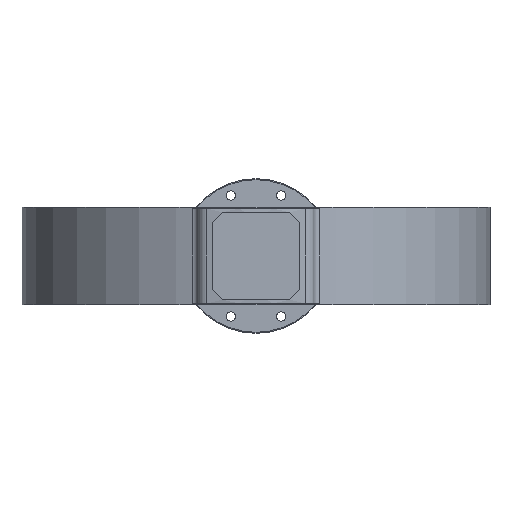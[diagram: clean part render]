
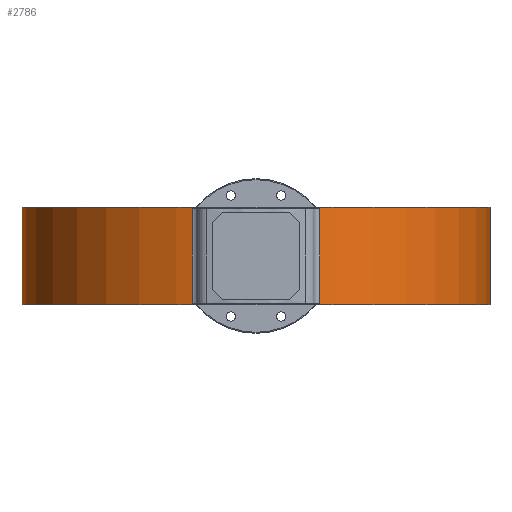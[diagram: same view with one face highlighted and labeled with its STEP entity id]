
A CAD part, front view. The second image highlights one B-rep face of the part: STEP entity #2786.
In plain terms, the highlighted cylindrical face has radius 454 mm (diameter 908 mm), a partial arc.
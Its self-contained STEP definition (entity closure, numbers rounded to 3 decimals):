
#843 = LINE ( 'NONE', #1365, #850 ) ;
#850 = VECTOR ( 'NONE', #1360, 1000. ) ;
#851 = LINE ( 'NONE', #1369, #853 ) ;
#853 = VECTOR ( 'NONE', #1364, 1000. ) ;
#919 = CIRCLE ( 'NONE', #4069, 454. ) ;
#921 = CIRCLE ( 'NONE', #4070, 454. ) ;
#922 = LINE ( 'NONE', #4911, #926 ) ;
#923 = CIRCLE ( 'NONE', #4071, 454. ) ;
#924 = CIRCLE ( 'NONE', #4072, 454. ) ;
#926 = VECTOR ( 'NONE', #4907, 1000. ) ;
#927 = LINE ( 'NONE', #4915, #929 ) ;
#929 = VECTOR ( 'NONE', #4903, 1000. ) ;
#1360 = DIRECTION ( 'NONE',  ( 0., 0., -1. ) ) ;
#1364 = DIRECTION ( 'NONE',  ( 0., 0., -1. ) ) ;
#1365 = CARTESIAN_POINT ( 'NONE',  ( 454., 0., 95. ) ) ;
#1369 = CARTESIAN_POINT ( 'NONE',  ( -454., 0., 95. ) ) ;
#1757 = FACE_OUTER_BOUND ( 'NONE', #2982, .T. ) ;
#1762 = FACE_BOUND ( 'NONE', #3812, .T. ) ;
#1764 = CYLINDRICAL_SURFACE ( 'NONE', #3825, 454. ) ;
#2079 = CARTESIAN_POINT ( 'NONE',  ( 454., 0., 95. ) ) ;
#2089 = CARTESIAN_POINT ( 'NONE',  ( -454., 0., 95. ) ) ;
#2091 = CARTESIAN_POINT ( 'NONE',  ( 454., 0., -95. ) ) ;
#2092 = CARTESIAN_POINT ( 'NONE',  ( -454., 0., -95. ) ) ;
#2134 = CARTESIAN_POINT ( 'NONE',  ( -123.422, -436.902, -92. ) ) ;
#2140 = CARTESIAN_POINT ( 'NONE',  ( 123.422, -436.902, -92. ) ) ;
#2143 = CARTESIAN_POINT ( 'NONE',  ( -123.422, -436.902, 92. ) ) ;
#2144 = CARTESIAN_POINT ( 'NONE',  ( 123.422, -436.902, 92. ) ) ;
#2637 = ORIENTED_EDGE ( 'NONE', *, *, #5771, .F. ) ;
#2638 = ORIENTED_EDGE ( 'NONE', *, *, #5836, .F. ) ;
#2639 = ORIENTED_EDGE ( 'NONE', *, *, #5773, .T. ) ;
#2640 = ORIENTED_EDGE ( 'NONE', *, *, #5837, .T. ) ;
#2641 = ORIENTED_EDGE ( 'NONE', *, *, #5838, .F. ) ;
#2642 = ORIENTED_EDGE ( 'NONE', *, *, #5839, .T. ) ;
#2643 = ORIENTED_EDGE ( 'NONE', *, *, #5840, .T. ) ;
#2644 = ORIENTED_EDGE ( 'NONE', *, *, #5841, .T. ) ;
#2786 = ADVANCED_FACE ( 'NONE', ( #1757, #1762 ), #1764, .T. ) ;
#2982 = EDGE_LOOP ( 'NONE', ( #2637, #2638, #2639, #2640 ) ) ;
#3812 = EDGE_LOOP ( 'NONE', ( #2641, #2642, #2643, #2644 ) ) ;
#3825 = AXIS2_PLACEMENT_3D ( 'NONE', #5222, #5223, #5218 ) ;
#4069 = AXIS2_PLACEMENT_3D ( 'NONE', #4904, #4905, #4906 ) ;
#4070 = AXIS2_PLACEMENT_3D ( 'NONE', #4908, #4909, #4910 ) ;
#4071 = AXIS2_PLACEMENT_3D ( 'NONE', #4912, #4913, #4914 ) ;
#4072 = AXIS2_PLACEMENT_3D ( 'NONE', #4916, #4917, #4918 ) ;
#4903 = DIRECTION ( 'NONE',  ( 0., 0., -1. ) ) ;
#4904 = CARTESIAN_POINT ( 'NONE',  ( 0., 0., 95. ) ) ;
#4905 = DIRECTION ( 'NONE',  ( 0., 0., 1. ) ) ;
#4906 = DIRECTION ( 'NONE',  ( 1., 0., 0. ) ) ;
#4907 = DIRECTION ( 'NONE',  ( 0., 0., 1. ) ) ;
#4908 = CARTESIAN_POINT ( 'NONE',  ( 0., 0., -95. ) ) ;
#4909 = DIRECTION ( 'NONE',  ( 0., 0., 1. ) ) ;
#4910 = DIRECTION ( 'NONE',  ( 1., 0., 0. ) ) ;
#4911 = CARTESIAN_POINT ( 'NONE',  ( -123.422, -436.902, 95. ) ) ;
#4912 = CARTESIAN_POINT ( 'NONE',  ( 0., 0., -92. ) ) ;
#4913 = DIRECTION ( 'NONE',  ( 0., 0., 1. ) ) ;
#4914 = DIRECTION ( 'NONE',  ( 1., 0., 0. ) ) ;
#4915 = CARTESIAN_POINT ( 'NONE',  ( 123.422, -436.902, 95. ) ) ;
#4916 = CARTESIAN_POINT ( 'NONE',  ( 0., 0., 92. ) ) ;
#4917 = DIRECTION ( 'NONE',  ( 0., 0., 1. ) ) ;
#4918 = DIRECTION ( 'NONE',  ( 1., 0., 0. ) ) ;
#5218 = DIRECTION ( 'NONE',  ( -1., 0., 0. ) ) ;
#5222 = CARTESIAN_POINT ( 'NONE',  ( 0., 0., 95. ) ) ;
#5223 = DIRECTION ( 'NONE',  ( 0., 0., -1. ) ) ;
#5771 = EDGE_CURVE ( 'NONE', #6169, #6181, #843, .T. ) ;
#5773 = EDGE_CURVE ( 'NONE', #6179, #6182, #851, .T. ) ;
#5836 = EDGE_CURVE ( 'NONE', #6179, #6169, #919, .T. ) ;
#5837 = EDGE_CURVE ( 'NONE', #6182, #6181, #921, .T. ) ;
#5838 = EDGE_CURVE ( 'NONE', #6224, #6230, #923, .T. ) ;
#5839 = EDGE_CURVE ( 'NONE', #6224, #6233, #922, .T. ) ;
#5840 = EDGE_CURVE ( 'NONE', #6233, #6234, #924, .T. ) ;
#5841 = EDGE_CURVE ( 'NONE', #6234, #6230, #927, .T. ) ;
#6169 = VERTEX_POINT ( 'NONE', #2079 ) ;
#6179 = VERTEX_POINT ( 'NONE', #2089 ) ;
#6181 = VERTEX_POINT ( 'NONE', #2091 ) ;
#6182 = VERTEX_POINT ( 'NONE', #2092 ) ;
#6224 = VERTEX_POINT ( 'NONE', #2134 ) ;
#6230 = VERTEX_POINT ( 'NONE', #2140 ) ;
#6233 = VERTEX_POINT ( 'NONE', #2143 ) ;
#6234 = VERTEX_POINT ( 'NONE', #2144 ) ;
